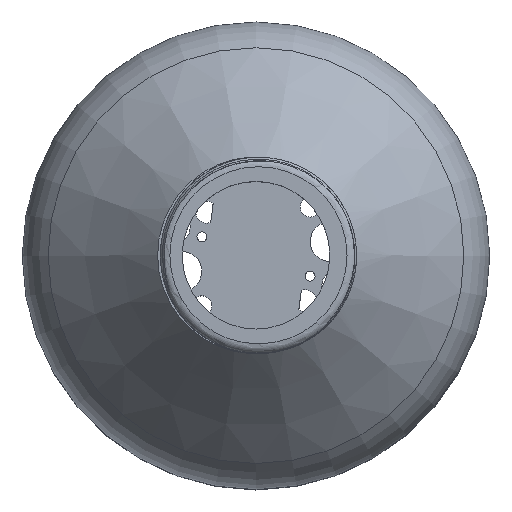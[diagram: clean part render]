
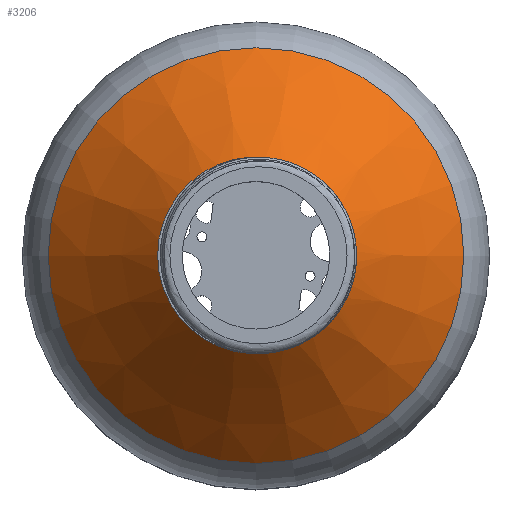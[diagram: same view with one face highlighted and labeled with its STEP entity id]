
A CAD part, top view. The second image highlights one B-rep face of the part: STEP entity #3206.
In plain terms, the highlighted conical face has half-angle 42.51 degrees and reference radius 47.5 mm.
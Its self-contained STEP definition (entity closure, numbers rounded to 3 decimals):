
#35=CONICAL_SURFACE('',#3588,47.5,0.742);
#313=FACE_OUTER_BOUND('',#588,.T.);
#588=EDGE_LOOP('',(#2865,#2866,#2867,#2868,#2869,#2870));
#839=CIRCLE('',#3585,42.243);
#842=CIRCLE('',#3589,20.);
#843=CIRCLE('',#3590,20.);
#892=B_SPLINE_CURVE_WITH_KNOTS('',3,(#6938,#6939,#6940,#6941,#6942,#6943,
#6944,#6945,#6946,#6947,#6948,#6949,#6950,#6951,#6952,#6953,#6954,#6955,
#6956,#6957,#6958,#6959,#6960,#6961,#6962,#6963,#6964,#6965),
 .UNSPECIFIED.,.F.,.F.,(4,2,2,2,2,2,2,2,2,2,2,2,2,4),(-4.273,
-4.264,-4.255,-4.245,-4.228,
-4.152,-3.942,-3.445,-2.867,
-2.244,-1.653,-1.05,-0.504,
0.),.UNSPECIFIED.);
#1074=LINE('',#6968,#1242);
#1242=VECTOR('',#4479,47.5);
#1536=VERTEX_POINT('',#6930);
#1538=VERTEX_POINT('',#6936);
#1539=VERTEX_POINT('',#6937);
#1540=VERTEX_POINT('',#6966);
#1988=EDGE_CURVE('',#1536,#1536,#839,.T.);
#1991=EDGE_CURVE('',#1538,#1539,#892,.T.);
#1992=EDGE_CURVE('',#1538,#1540,#842,.T.);
#1993=EDGE_CURVE('',#1540,#1536,#1074,.T.);
#1994=EDGE_CURVE('',#1540,#1539,#843,.T.);
#2865=ORIENTED_EDGE('',*,*,#1991,.F.);
#2866=ORIENTED_EDGE('',*,*,#1992,.T.);
#2867=ORIENTED_EDGE('',*,*,#1993,.T.);
#2868=ORIENTED_EDGE('',*,*,#1988,.F.);
#2869=ORIENTED_EDGE('',*,*,#1993,.F.);
#2870=ORIENTED_EDGE('',*,*,#1994,.T.);
#3206=ADVANCED_FACE('',(#313),#35,.T.);
#3585=AXIS2_PLACEMENT_3D('',#6931,#4469,#4470);
#3588=AXIS2_PLACEMENT_3D('',#6935,#4475,#4476);
#3589=AXIS2_PLACEMENT_3D('',#6967,#4477,#4478);
#3590=AXIS2_PLACEMENT_3D('',#6969,#4480,#4481);
#4469=DIRECTION('center_axis',(0.,0.,-1.));
#4470=DIRECTION('ref_axis',(1.,0.,0.));
#4475=DIRECTION('center_axis',(0.,0.,-1.));
#4476=DIRECTION('ref_axis',(1.,0.,0.));
#4477=DIRECTION('center_axis',(0.,0.,-1.));
#4478=DIRECTION('ref_axis',(1.,0.,0.));
#4479=DIRECTION('',(-0.676,0.,-0.737));
#4480=DIRECTION('center_axis',(0.,0.,-1.));
#4481=DIRECTION('ref_axis',(1.,0.,0.));
#6930=CARTESIAN_POINT('',(-42.243,0.,75.735));
#6931=CARTESIAN_POINT('Origin',(0.,0.,75.735));
#6935=CARTESIAN_POINT('Origin',(0.,0.,70.));
#6936=CARTESIAN_POINT('',(16.262,-11.642,100.));
#6937=CARTESIAN_POINT('',(5.187,19.316,100.));
#6938=CARTESIAN_POINT('Ctrl Pts',(16.262,-11.642,100.));
#6939=CARTESIAN_POINT('Ctrl Pts',(16.263,-11.647,99.996));
#6940=CARTESIAN_POINT('Ctrl Pts',(16.265,-11.651,99.993));
#6941=CARTESIAN_POINT('Ctrl Pts',(16.269,-11.656,99.985));
#6942=CARTESIAN_POINT('Ctrl Pts',(16.272,-11.658,99.981));
#6943=CARTESIAN_POINT('Ctrl Pts',(16.279,-11.661,99.973));
#6944=CARTESIAN_POINT('Ctrl Pts',(16.284,-11.661,99.969));
#6945=CARTESIAN_POINT('Ctrl Pts',(16.297,-11.659,99.959));
#6946=CARTESIAN_POINT('Ctrl Pts',(16.306,-11.656,99.953));
#6947=CARTESIAN_POINT('Ctrl Pts',(16.35,-11.633,99.928));
#6948=CARTESIAN_POINT('Ctrl Pts',(16.4,-11.59,99.91));
#6949=CARTESIAN_POINT('Ctrl Pts',(16.569,-11.429,99.86));
#6950=CARTESIAN_POINT('Ctrl Pts',(16.749,-11.223,99.826));
#6951=CARTESIAN_POINT('Ctrl Pts',(17.457,-10.3,99.724));
#6952=CARTESIAN_POINT('Ctrl Pts',(18.186,-9.186,99.664));
#6953=CARTESIAN_POINT('Ctrl Pts',(19.612,-5.915,99.57));
#6954=CARTESIAN_POINT('Ctrl Pts',(20.103,-4.035,99.549));
#6955=CARTESIAN_POINT('Ctrl Pts',(20.535,-0.053,
99.531));
#6956=CARTESIAN_POINT('Ctrl Pts',(20.428,2.038,99.538));
#6957=CARTESIAN_POINT('Ctrl Pts',(19.591,6.001,99.57));
#6958=CARTESIAN_POINT('Ctrl Pts',(18.898,7.859,99.594));
#6959=CARTESIAN_POINT('Ctrl Pts',(16.97,11.347,99.657));
#6960=CARTESIAN_POINT('Ctrl Pts',(15.734,12.951,99.695));
#6961=CARTESIAN_POINT('Ctrl Pts',(12.965,15.601,99.779));
#6962=CARTESIAN_POINT('Ctrl Pts',(11.484,16.673,99.822));
#6963=CARTESIAN_POINT('Ctrl Pts',(8.397,18.32,99.91));
#6964=CARTESIAN_POINT('Ctrl Pts',(6.82,18.921,99.954));
#6965=CARTESIAN_POINT('Ctrl Pts',(5.187,19.316,100.));
#6966=CARTESIAN_POINT('',(-20.,0.,100.));
#6967=CARTESIAN_POINT('Origin',(0.,0.,100.));
#6968=CARTESIAN_POINT('',(-47.5,0.,70.));
#6969=CARTESIAN_POINT('Origin',(0.,0.,100.));
